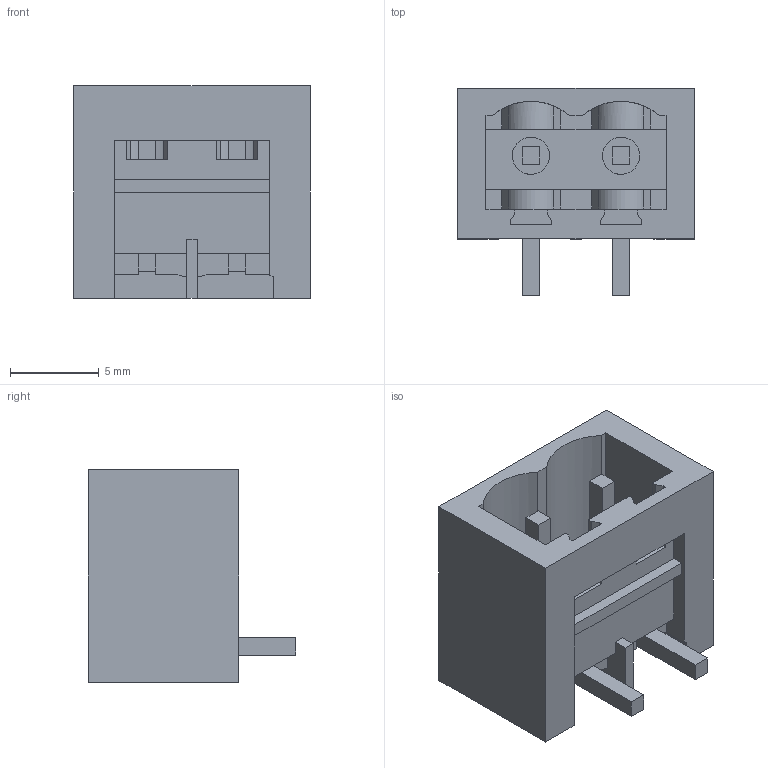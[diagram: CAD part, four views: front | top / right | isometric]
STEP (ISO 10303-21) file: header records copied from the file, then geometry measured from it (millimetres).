
FILE_DESCRIPTION(('CATIA V5 STEP Exchange','CAx-IF Rec.Pracs.--- Model Styling and Organization---1.2---2011-12-15'),'2;1');
FILE_NAME ('D1458272_0', '2017-07-11T11:04:45+00:00', ('none'), ('Weidmueller'), 'CATIA Version 5-6 Release 2014', 'CATIA V5 STEP AP214', 'none');
FILE_SCHEMA(('AUTOMOTIVE_DESIGN { 1 0 10303 214 1 1 1 1 }'));
Length unit declared in the file: millimetre
Products named in the file (1): 1877470000
Bounding box: 13.36 x 11.7 x 12 mm (x, y, z)
Volume: 707.3 mm3; surface area: 1363.2 mm2
Topology: 3 solids, 3 shells, 130 faces, 382 edges, 256 vertices
Faces by surface type: plane 112, cylinder 18
Entity records: 4108 total; most frequent: CARTESIAN_POINT 764, ORIENTED_EDGE 764, DIRECTION 558, EDGE_CURVE 382, VECTOR 331, LINE 331, VERTEX_POINT 256, AXIS2_PLACEMENT_3D 137
